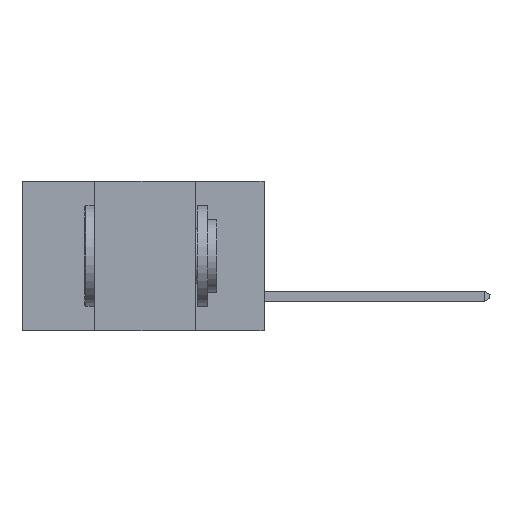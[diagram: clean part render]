
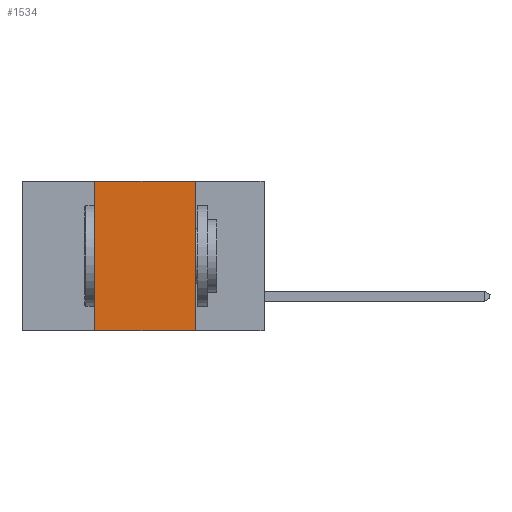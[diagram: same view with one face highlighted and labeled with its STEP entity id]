
A CAD part, left-side view. The second image highlights one B-rep face of the part: STEP entity #1534.
In plain terms, the highlighted planar face has unit normal (-1, 0, 0).
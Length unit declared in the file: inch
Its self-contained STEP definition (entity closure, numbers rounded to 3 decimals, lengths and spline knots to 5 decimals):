
#272 = AXIS2_PLACEMENT_3D ( 'NONE', #6299, #3972, #1260 ) ;
#665 = DIRECTION ( 'NONE',  ( 0., 0., 1. ) ) ;
#867 = VERTEX_POINT ( 'NONE', #2110 ) ;
#923 = DIRECTION ( 'NONE',  ( 0., -1., 0. ) ) ;
#1260 = DIRECTION ( 'NONE',  ( 0., 0., -1. ) ) ;
#1308 = ORIENTED_EDGE ( 'NONE', *, *, #6151, .F. ) ;
#1534 = ADVANCED_FACE ( 'NONE', ( #4850 ), #8047, .F. ) ;
#1704 = VERTEX_POINT ( 'NONE', #9118 ) ;
#1917 = VECTOR ( 'NONE', #923, 39.37008 ) ;
#2014 = CARTESIAN_POINT ( 'NONE',  ( 0., 0.42, 0. ) ) ;
#2110 = CARTESIAN_POINT ( 'NONE',  ( 0., 0.17, -0.37 ) ) ;
#2177 = CARTESIAN_POINT ( 'NONE',  ( 0., 0.6, 0. ) ) ;
#3404 = DIRECTION ( 'NONE',  ( 0., 0., -1. ) ) ;
#3972 = DIRECTION ( 'NONE',  ( 1., 0., 0. ) ) ;
#4368 = ORIENTED_EDGE ( 'NONE', *, *, #5037, .T. ) ;
#4850 = FACE_OUTER_BOUND ( 'NONE', #8843, .T. ) ;
#5020 = CARTESIAN_POINT ( 'NONE',  ( 0., 0.17, -0.37 ) ) ;
#5037 = EDGE_CURVE ( 'NONE', #8944, #867, #5181, .T. ) ;
#5181 = LINE ( 'NONE', #8604, #1917 ) ;
#5197 = ORIENTED_EDGE ( 'NONE', *, *, #9962, .F. ) ;
#5540 = LINE ( 'NONE', #2177, #7925 ) ;
#6128 = EDGE_CURVE ( 'NONE', #8944, #7614, #8358, .T. ) ;
#6151 = EDGE_CURVE ( 'NONE', #7614, #1704, #5540, .T. ) ;
#6299 = CARTESIAN_POINT ( 'NONE',  ( 0., 0.6, 0. ) ) ;
#6742 = LINE ( 'NONE', #5020, #10357 ) ;
#7417 = CARTESIAN_POINT ( 'NONE',  ( 0., 0.42, -0.37 ) ) ;
#7614 = VERTEX_POINT ( 'NONE', #2014 ) ;
#7744 = VECTOR ( 'NONE', #665, 39.37008 ) ;
#7925 = VECTOR ( 'NONE', #9161, 39.37008 ) ;
#8047 = PLANE ( 'NONE',  #272 ) ;
#8358 = LINE ( 'NONE', #9985, #7744 ) ;
#8604 = CARTESIAN_POINT ( 'NONE',  ( 0., 0.6, -0.37 ) ) ;
#8843 = EDGE_LOOP ( 'NONE', ( #5197, #1308, #9417, #4368 ) ) ;
#8944 = VERTEX_POINT ( 'NONE', #7417 ) ;
#9118 = CARTESIAN_POINT ( 'NONE',  ( 0., 0.17, 0. ) ) ;
#9161 = DIRECTION ( 'NONE',  ( 0., -1., 0. ) ) ;
#9417 = ORIENTED_EDGE ( 'NONE', *, *, #6128, .F. ) ;
#9962 = EDGE_CURVE ( 'NONE', #1704, #867, #6742, .T. ) ;
#9985 = CARTESIAN_POINT ( 'NONE',  ( 0., 0.42, -0.37 ) ) ;
#10357 = VECTOR ( 'NONE', #3404, 39.37008 ) ;
